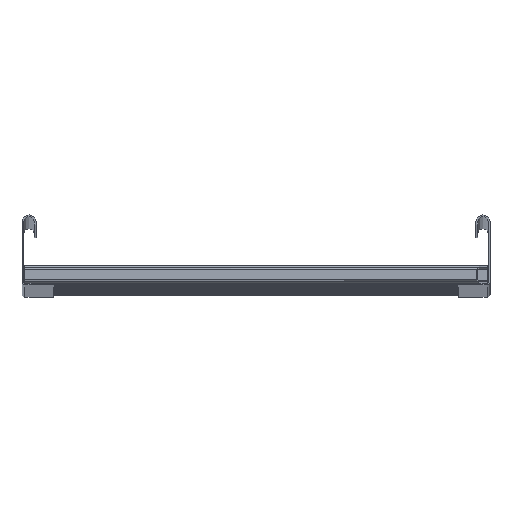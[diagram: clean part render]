
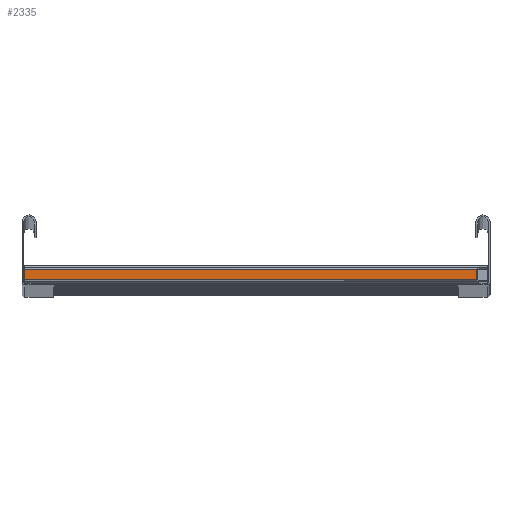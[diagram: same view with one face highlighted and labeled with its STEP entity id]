
A CAD part, top view. The second image highlights one B-rep face of the part: STEP entity #2335.
In plain terms, the highlighted face is planar.
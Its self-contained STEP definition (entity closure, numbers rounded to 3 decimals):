
#1780=DIRECTION('',(0.,0.,-1.));
#1781=VECTOR('',#1780,386.34);
#1782=CARTESIAN_POINT('',(0.,3.,386.34));
#1783=LINE('',#1782,#1781);
#1860=DIRECTION('',(0.,1.,0.));
#1861=VECTOR('',#1860,9.);
#1862=CARTESIAN_POINT('',(0.,3.,386.34));
#1863=LINE('',#1862,#1861);
#1864=DIRECTION('',(0.,-1.,0.));
#1865=VECTOR('',#1864,9.);
#1866=CARTESIAN_POINT('',(0.,12.,0.));
#1867=LINE('',#1866,#1865);
#1868=DIRECTION('',(0.,0.,1.));
#1869=VECTOR('',#1868,386.34);
#1870=CARTESIAN_POINT('',(0.,12.,0.));
#1871=LINE('',#1870,#1869);
#1906=CARTESIAN_POINT('',(0.,12.,0.));
#1907=VERTEX_POINT('',#1906);
#1908=CARTESIAN_POINT('',(0.,3.,0.));
#1909=VERTEX_POINT('',#1908);
#1943=CARTESIAN_POINT('',(0.,3.,386.34));
#1944=CARTESIAN_POINT('',(0.,12.,386.34));
#1945=VERTEX_POINT('',#1943);
#1946=VERTEX_POINT('',#1944);
#2323=CARTESIAN_POINT('',(0.,0.,-300.));
#2324=DIRECTION('',(-1.,0.,0.));
#2325=DIRECTION('',(0.,1.,0.));
#2326=AXIS2_PLACEMENT_3D('',#2323,#2324,#2325);
#2327=PLANE('',#2326);
#2329=ORIENTED_EDGE('',*,*,#2328,.T.);
#2330=ORIENTED_EDGE('',*,*,#2247,.F.);
#2331=ORIENTED_EDGE('',*,*,#2232,.T.);
#2332=ORIENTED_EDGE('',*,*,#1997,.F.);
#2333=EDGE_LOOP('',(#2329,#2330,#2331,#2332));
#2334=FACE_OUTER_BOUND('',#2333,.F.);
#2335=ADVANCED_FACE('',(#2334),#2327,.T.);
#1997=EDGE_CURVE('',#1907,#1909,#1867,.T.);
#2232=EDGE_CURVE('',#1945,#1909,#1783,.T.);
#2247=EDGE_CURVE('',#1945,#1946,#1863,.T.);
#2328=EDGE_CURVE('',#1907,#1946,#1871,.T.);
